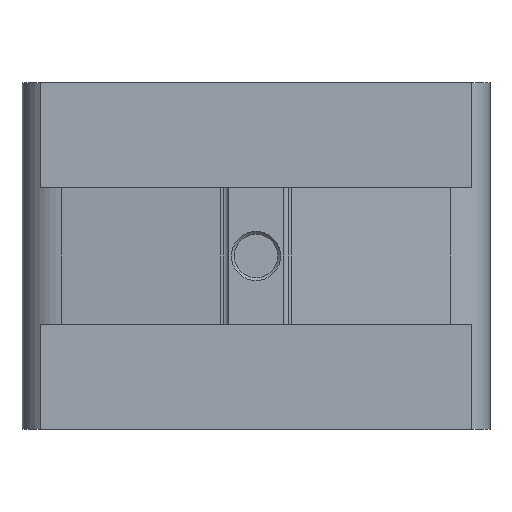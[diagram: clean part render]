
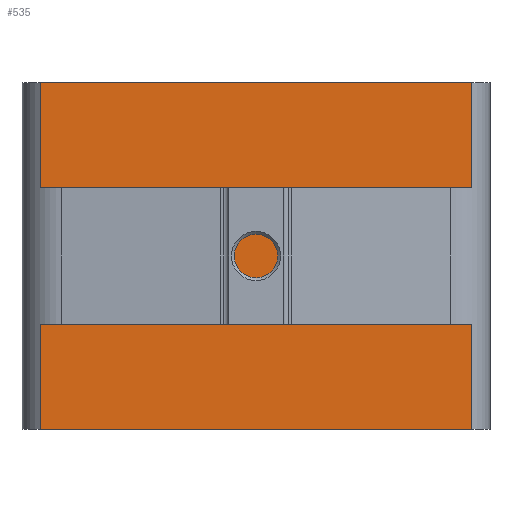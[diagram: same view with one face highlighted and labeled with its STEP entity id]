
A CAD part, front view. The second image highlights one B-rep face of the part: STEP entity #535.
In plain terms, the highlighted planar face has unit normal (0, -1, 0).
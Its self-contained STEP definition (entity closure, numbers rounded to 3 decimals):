
#10 = EDGE_CURVE ( 'NONE', #287, #1403, #473, .T. ) ;
#62 = VECTOR ( 'NONE', #1269, 1000. ) ;
#91 = VECTOR ( 'NONE', #758, 1000. ) ;
#124 = ORIENTED_EDGE ( 'NONE', *, *, #857, .T. ) ;
#136 = CARTESIAN_POINT ( 'NONE',  ( 3.954, -1.25, -1.25 ) ) ;
#152 = CARTESIAN_POINT ( 'NONE',  ( -3.274, -1.25, -1.25 ) ) ;
#159 = CARTESIAN_POINT ( 'NONE',  ( -3.954, -1.25, 1.25 ) ) ;
#181 = EDGE_CURVE ( 'NONE', #1238, #287, #1235, .T. ) ;
#183 = CARTESIAN_POINT ( 'NONE',  ( -3.954, -1.25, 3.175 ) ) ;
#194 = ORIENTED_EDGE ( 'NONE', *, *, #425, .T. ) ;
#201 = LINE ( 'NONE', #1483, #890 ) ;
#213 = VERTEX_POINT ( 'NONE', #970 ) ;
#218 = VECTOR ( 'NONE', #676, 1000. ) ;
#262 = CARTESIAN_POINT ( 'NONE',  ( 3.954, -1.25, 1.25 ) ) ;
#274 = LINE ( 'NONE', #1308, #304 ) ;
#287 = VERTEX_POINT ( 'NONE', #1150 ) ;
#295 = ORIENTED_EDGE ( 'NONE', *, *, #10, .T. ) ;
#304 = VECTOR ( 'NONE', #1182, 1000. ) ;
#322 = PLANE ( 'NONE',  #1359 ) ;
#374 = CARTESIAN_POINT ( 'NONE',  ( 3.954, -1.25, 3.175 ) ) ;
#390 = DIRECTION ( 'NONE',  ( 0., 0., -1. ) ) ;
#425 = EDGE_CURVE ( 'NONE', #1461, #1240, #274, .T. ) ;
#431 = FACE_OUTER_BOUND ( 'NONE', #805, .T. ) ;
#463 = CARTESIAN_POINT ( 'NONE',  ( 3.274, -1.25, 1.25 ) ) ;
#464 = VECTOR ( 'NONE', #1590, 1000. ) ;
#472 = DIRECTION ( 'NONE',  ( 0., 0., -1. ) ) ;
#473 = LINE ( 'NONE', #463, #62 ) ;
#495 = VECTOR ( 'NONE', #390, 1000. ) ;
#535 = ADVANCED_FACE ( 'NONE', ( #431 ), #322, .F. ) ;
#562 = CARTESIAN_POINT ( 'NONE',  ( 3.484, -1.25, 1.25 ) ) ;
#563 = ORIENTED_EDGE ( 'NONE', *, *, #1368, .F. ) ;
#569 = DIRECTION ( 'NONE',  ( 0., 0., -1. ) ) ;
#572 = VECTOR ( 'NONE', #569, 1000. ) ;
#578 = CARTESIAN_POINT ( 'NONE',  ( 3.954, -1.25, 3.175 ) ) ;
#581 = VERTEX_POINT ( 'NONE', #262 ) ;
#591 = EDGE_CURVE ( 'NONE', #581, #1403, #716, .T. ) ;
#638 = CARTESIAN_POINT ( 'NONE',  ( 3.484, -1.25, 1.25 ) ) ;
#676 = DIRECTION ( 'NONE',  ( 1., 0., 0. ) ) ;
#677 = LINE ( 'NONE', #562, #870 ) ;
#685 = DIRECTION ( 'NONE',  ( -1., 0., 0. ) ) ;
#716 = LINE ( 'NONE', #638, #953 ) ;
#758 = DIRECTION ( 'NONE',  ( -1., 0., 0. ) ) ;
#763 = EDGE_CURVE ( 'NONE', #974, #1240, #677, .T. ) ;
#786 = EDGE_CURVE ( 'NONE', #1379, #1162, #1441, .T. ) ;
#801 = CARTESIAN_POINT ( 'NONE',  ( -3.954, -1.25, -3.175 ) ) ;
#805 = EDGE_LOOP ( 'NONE', ( #955, #563, #1058, #194, #1304, #124, #964, #1386, #1645, #1398, #1522, #295 ) ) ;
#839 = LINE ( 'NONE', #183, #1494 ) ;
#857 = EDGE_CURVE ( 'NONE', #974, #1212, #1120, .T. ) ;
#870 = VECTOR ( 'NONE', #685, 1000. ) ;
#872 = VECTOR ( 'NONE', #472, 1000. ) ;
#890 = VECTOR ( 'NONE', #1080, 1000. ) ;
#922 = EDGE_CURVE ( 'NONE', #1238, #213, #1383, .T. ) ;
#948 = DIRECTION ( 'NONE',  ( 0., 1., 0. ) ) ;
#953 = VECTOR ( 'NONE', #1511, 1000. ) ;
#955 = ORIENTED_EDGE ( 'NONE', *, *, #591, .F. ) ;
#964 = ORIENTED_EDGE ( 'NONE', *, *, #1446, .T. ) ;
#970 = CARTESIAN_POINT ( 'NONE',  ( 3.954, -1.25, -3.175 ) ) ;
#974 = VERTEX_POINT ( 'NONE', #1609 ) ;
#1058 = ORIENTED_EDGE ( 'NONE', *, *, #1350, .F. ) ;
#1065 = CARTESIAN_POINT ( 'NONE',  ( -3.954, -1.25, 3.175 ) ) ;
#1080 = DIRECTION ( 'NONE',  ( 0., 0., -1. ) ) ;
#1100 = DIRECTION ( 'NONE',  ( 1., 0., 0. ) ) ;
#1120 = LINE ( 'NONE', #1492, #572 ) ;
#1141 = LINE ( 'NONE', #1533, #91 ) ;
#1150 = CARTESIAN_POINT ( 'NONE',  ( 3.274, -1.25, -1.25 ) ) ;
#1162 = VERTEX_POINT ( 'NONE', #801 ) ;
#1182 = DIRECTION ( 'NONE',  ( 0., 0., -1. ) ) ;
#1183 = LINE ( 'NONE', #1430, #218 ) ;
#1212 = VERTEX_POINT ( 'NONE', #152 ) ;
#1231 = EDGE_CURVE ( 'NONE', #1162, #213, #1183, .T. ) ;
#1235 = LINE ( 'NONE', #1342, #464 ) ;
#1236 = CARTESIAN_POINT ( 'NONE',  ( 3.274, -1.25, 1.25 ) ) ;
#1238 = VERTEX_POINT ( 'NONE', #136 ) ;
#1240 = VERTEX_POINT ( 'NONE', #159 ) ;
#1269 = DIRECTION ( 'NONE',  ( 0., 0., 1. ) ) ;
#1304 = ORIENTED_EDGE ( 'NONE', *, *, #763, .F. ) ;
#1308 = CARTESIAN_POINT ( 'NONE',  ( -3.954, -1.25, 3.175 ) ) ;
#1342 = CARTESIAN_POINT ( 'NONE',  ( 3.484, -1.25, -1.25 ) ) ;
#1347 = CARTESIAN_POINT ( 'NONE',  ( -3.954, -1.25, 3.175 ) ) ;
#1350 = EDGE_CURVE ( 'NONE', #1461, #1486, #839, .T. ) ;
#1357 = DIRECTION ( 'NONE',  ( 0., 0., 1. ) ) ;
#1359 = AXIS2_PLACEMENT_3D ( 'NONE', #1347, #948, #1357 ) ;
#1368 = EDGE_CURVE ( 'NONE', #1486, #581, #201, .T. ) ;
#1379 = VERTEX_POINT ( 'NONE', #1598 ) ;
#1383 = LINE ( 'NONE', #578, #872 ) ;
#1386 = ORIENTED_EDGE ( 'NONE', *, *, #786, .T. ) ;
#1398 = ORIENTED_EDGE ( 'NONE', *, *, #922, .F. ) ;
#1403 = VERTEX_POINT ( 'NONE', #1236 ) ;
#1430 = CARTESIAN_POINT ( 'NONE',  ( -3.954, -1.25, -3.175 ) ) ;
#1441 = LINE ( 'NONE', #1065, #495 ) ;
#1446 = EDGE_CURVE ( 'NONE', #1212, #1379, #1141, .T. ) ;
#1461 = VERTEX_POINT ( 'NONE', #1539 ) ;
#1483 = CARTESIAN_POINT ( 'NONE',  ( 3.954, -1.25, 3.175 ) ) ;
#1486 = VERTEX_POINT ( 'NONE', #374 ) ;
#1492 = CARTESIAN_POINT ( 'NONE',  ( -3.274, -1.25, 1.25 ) ) ;
#1494 = VECTOR ( 'NONE', #1100, 1000. ) ;
#1511 = DIRECTION ( 'NONE',  ( -1., 0., 0. ) ) ;
#1522 = ORIENTED_EDGE ( 'NONE', *, *, #181, .T. ) ;
#1533 = CARTESIAN_POINT ( 'NONE',  ( 3.484, -1.25, -1.25 ) ) ;
#1539 = CARTESIAN_POINT ( 'NONE',  ( -3.954, -1.25, 3.175 ) ) ;
#1590 = DIRECTION ( 'NONE',  ( -1., 0., 0. ) ) ;
#1598 = CARTESIAN_POINT ( 'NONE',  ( -3.954, -1.25, -1.25 ) ) ;
#1609 = CARTESIAN_POINT ( 'NONE',  ( -3.274, -1.25, 1.25 ) ) ;
#1645 = ORIENTED_EDGE ( 'NONE', *, *, #1231, .T. ) ;
